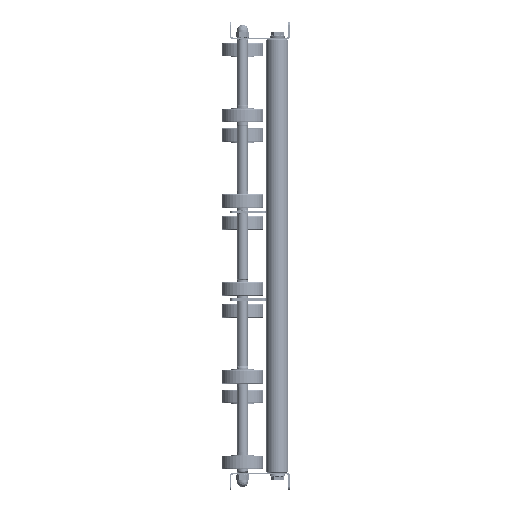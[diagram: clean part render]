
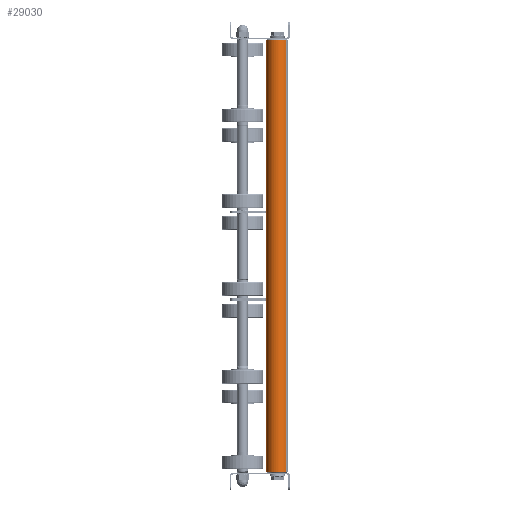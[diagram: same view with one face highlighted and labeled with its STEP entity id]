
A CAD part, left-side view. The second image highlights one B-rep face of the part: STEP entity #29030.
In plain terms, the highlighted cylindrical face has radius 12.5 mm (diameter 25 mm), a partial arc.
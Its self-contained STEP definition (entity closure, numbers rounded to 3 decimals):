
#3933 = LINE ( 'NONE', #45342, #15124 ) ;
#4282 = VERTEX_POINT ( 'NONE', #30502 ) ;
#7070 = LINE ( 'NONE', #14629, #46782 ) ;
#7694 = DIRECTION ( 'NONE',  ( 0., 0., -1. ) ) ;
#9266 = EDGE_CURVE ( 'NONE', #13791, #30013, #7070, .T. ) ;
#9397 = EDGE_CURVE ( 'NONE', #36709, #4282, #3933, .T. ) ;
#9755 = CARTESIAN_POINT ( 'NONE',  ( 500., 0., 0. ) ) ;
#12636 = CARTESIAN_POINT ( 'NONE',  ( 1., 0., 0. ) ) ;
#13120 = AXIS2_PLACEMENT_3D ( 'NONE', #12636, #20449, #47900 ) ;
#13402 = FACE_OUTER_BOUND ( 'NONE', #49582, .T. ) ;
#13446 = CIRCLE ( 'NONE', #38461, 12.5 ) ;
#13659 = DIRECTION ( 'NONE',  ( 0., 0., 1. ) ) ;
#13709 = ORIENTED_EDGE ( 'NONE', *, *, #9397, .F. ) ;
#13791 = VERTEX_POINT ( 'NONE', #31923 ) ;
#14629 = CARTESIAN_POINT ( 'NONE',  ( 500., 0., 12.5 ) ) ;
#15072 = EDGE_CURVE ( 'NONE', #36709, #13791, #13446, .T. ) ;
#15124 = VECTOR ( 'NONE', #29620, 1000. ) ;
#18329 = DIRECTION ( 'NONE',  ( -1., 0., 0. ) ) ;
#19871 = ORIENTED_EDGE ( 'NONE', *, *, #15072, .T. ) ;
#20449 = DIRECTION ( 'NONE',  ( 1., 0., 0. ) ) ;
#23686 = EDGE_CURVE ( 'NONE', #30013, #4282, #31435, .T. ) ;
#24323 = ORIENTED_EDGE ( 'NONE', *, *, #9266, .T. ) ;
#25005 = AXIS2_PLACEMENT_3D ( 'NONE', #9755, #18329, #13659 ) ;
#27477 = CARTESIAN_POINT ( 'NONE',  ( 499., 0., 0. ) ) ;
#29030 = ADVANCED_FACE ( 'NONE', ( #13402 ), #45507, .T. ) ;
#29620 = DIRECTION ( 'NONE',  ( -1., 0., 0. ) ) ;
#30013 = VERTEX_POINT ( 'NONE', #49062 ) ;
#30477 = CARTESIAN_POINT ( 'NONE',  ( 499., 0., -12.5 ) ) ;
#30502 = CARTESIAN_POINT ( 'NONE',  ( 1., 0., -12.5 ) ) ;
#31302 = DIRECTION ( 'NONE',  ( -1., 0., 0. ) ) ;
#31435 = CIRCLE ( 'NONE', #13120, 12.5 ) ;
#31923 = CARTESIAN_POINT ( 'NONE',  ( 499., 0., 12.5 ) ) ;
#36709 = VERTEX_POINT ( 'NONE', #30477 ) ;
#38461 = AXIS2_PLACEMENT_3D ( 'NONE', #27477, #43460, #7694 ) ;
#38464 = ORIENTED_EDGE ( 'NONE', *, *, #23686, .T. ) ;
#43460 = DIRECTION ( 'NONE',  ( -1., 0., 0. ) ) ;
#45342 = CARTESIAN_POINT ( 'NONE',  ( 500., 0., -12.5 ) ) ;
#45507 = CYLINDRICAL_SURFACE ( 'NONE', #25005, 12.5 ) ;
#46782 = VECTOR ( 'NONE', #31302, 1000. ) ;
#47900 = DIRECTION ( 'NONE',  ( 0., 0., -1. ) ) ;
#49062 = CARTESIAN_POINT ( 'NONE',  ( 1., 0., 12.5 ) ) ;
#49582 = EDGE_LOOP ( 'NONE', ( #13709, #19871, #24323, #38464 ) ) ;
